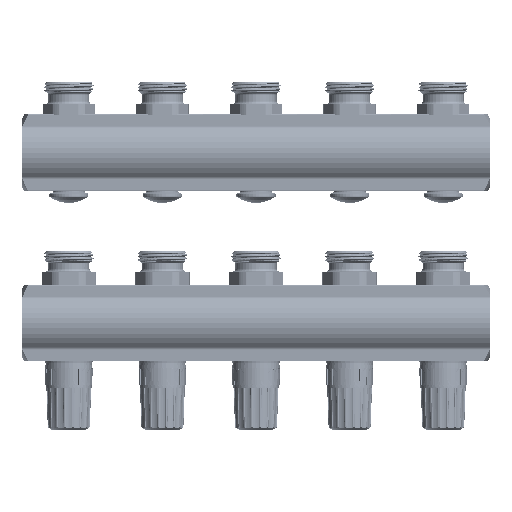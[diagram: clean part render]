
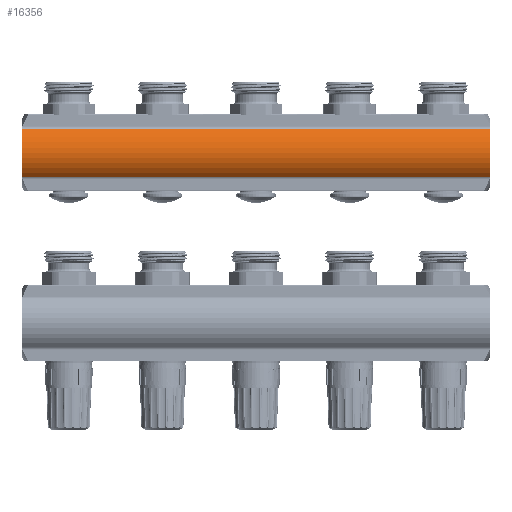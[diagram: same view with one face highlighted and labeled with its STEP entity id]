
A CAD part, front view. The second image highlights one B-rep face of the part: STEP entity #16356.
In plain terms, the highlighted cylindrical face has radius 18.25 mm (diameter 36.5 mm), a partial arc.
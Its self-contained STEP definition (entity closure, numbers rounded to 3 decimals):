
#11=CARTESIAN_POINT('',(-125.,0.,0.));
#12=DIRECTION('',(1.,0.,0.));
#13=DIRECTION('',(0.,-0.716,0.698));
#14=AXIS2_PLACEMENT_3D('',#11,#12,#13);
#16=CARTESIAN_POINT('',(-125.,0.,0.));
#17=DIRECTION('',(1.,0.,0.));
#18=DIRECTION('',(0.,-1.,0.));
#19=AXIS2_PLACEMENT_3D('',#16,#17,#18);
#155=DIRECTION('',(-1.,0.,0.));
#156=VECTOR('',#155,250.);
#157=CARTESIAN_POINT('',(125.,-13.068,12.739));
#158=LINE('',#157,#156);
#198=CARTESIAN_POINT('',(125.,0.,0.));
#199=DIRECTION('',(-1.,0.,0.));
#200=DIRECTION('',(0.,-0.716,-0.698));
#201=AXIS2_PLACEMENT_3D('',#198,#199,#200);
#203=CARTESIAN_POINT('',(125.,0.,0.));
#204=DIRECTION('',(-1.,0.,0.));
#205=DIRECTION('',(0.,-1.,0.));
#206=AXIS2_PLACEMENT_3D('',#203,#204,#205);
#7094=DIRECTION('',(-1.,0.,0.));
#7095=VECTOR('',#7094,250.);
#7096=CARTESIAN_POINT('',(125.,-13.068,-12.739));
#7097=LINE('',#7096,#7095);
#7102=CARTESIAN_POINT('',(-125.,-13.068,12.739));
#7103=VERTEX_POINT('',#7102);
#7104=CARTESIAN_POINT('',(-125.,-18.25,0.));
#7105=VERTEX_POINT('',#7104);
#7106=CARTESIAN_POINT('',(-125.,-13.068,-12.739));
#7107=VERTEX_POINT('',#7106);
#7142=CARTESIAN_POINT('',(125.,-13.068,12.739));
#7143=VERTEX_POINT('',#7142);
#7152=CARTESIAN_POINT('',(125.,-13.068,-12.739));
#7153=VERTEX_POINT('',#7152);
#7154=CARTESIAN_POINT('',(125.,-18.25,0.));
#7155=VERTEX_POINT('',#7154);
#16343=CARTESIAN_POINT('',(-125.,0.,0.));
#16344=DIRECTION('',(1.,0.,0.));
#16345=DIRECTION('',(0.,-1.,0.));
#16346=AXIS2_PLACEMENT_3D('',#16343,#16344,#16345);
#16347=CYLINDRICAL_SURFACE('',#16346,18.25);
#16348=ORIENTED_EDGE('',*,*,#8166,.T.);
#16349=ORIENTED_EDGE('',*,*,#7924,.F.);
#16350=ORIENTED_EDGE('',*,*,#7922,.F.);
#16351=ORIENTED_EDGE('',*,*,#8023,.F.);
#16352=ORIENTED_EDGE('',*,*,#8051,.F.);
#16353=ORIENTED_EDGE('',*,*,#8049,.F.);
#16354=EDGE_LOOP('',(#16348,#16349,#16350,#16351,#16352,#16353));
#16355=FACE_OUTER_BOUND('',#16354,.F.);
#16356=ADVANCED_FACE('',(#16355),#16347,.T.);
#15=CIRCLE('',#14,18.25);
#20=CIRCLE('',#19,18.25);
#202=CIRCLE('',#201,18.25);
#207=CIRCLE('',#206,18.25);
#7922=EDGE_CURVE('',#7103,#7105,#15,.T.);
#7924=EDGE_CURVE('',#7105,#7107,#20,.T.);
#8023=EDGE_CURVE('',#7143,#7103,#158,.T.);
#8049=EDGE_CURVE('',#7153,#7155,#202,.T.);
#8051=EDGE_CURVE('',#7155,#7143,#207,.T.);
#8166=EDGE_CURVE('',#7153,#7107,#7097,.T.);
